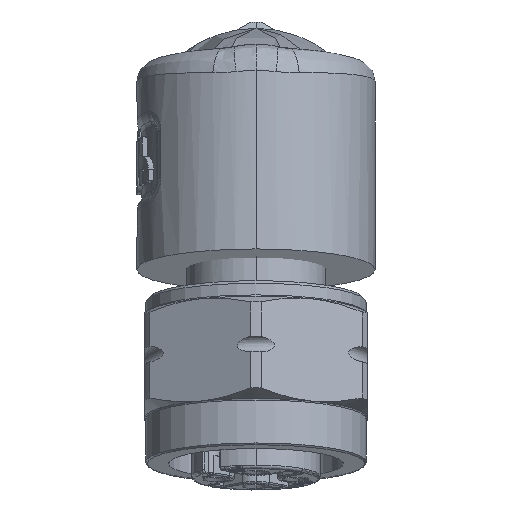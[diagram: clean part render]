
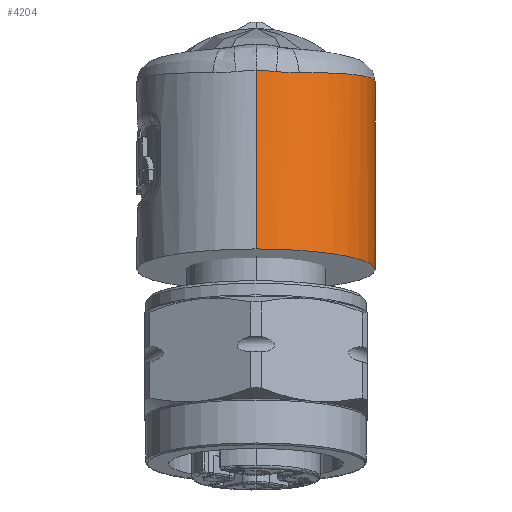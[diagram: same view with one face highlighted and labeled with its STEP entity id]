
A CAD part, front view. The second image highlights one B-rep face of the part: STEP entity #4204.
In plain terms, the highlighted cylindrical face has radius 7.5 mm (diameter 15 mm), a partial arc.
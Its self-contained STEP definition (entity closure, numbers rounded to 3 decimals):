
#4204=ADVANCED_FACE('',(#8705),#8706,.T.);
#8705=FACE_OUTER_BOUND('',#28034,.T.);
#8706=CYLINDRICAL_SURFACE('',#28035,7.5);
#28034=EDGE_LOOP('',(#47023,#47024,#47025,#47026,#47027,#47028,#47029,#47030,#47031,#47032,#47033));
#28035=AXIS2_PLACEMENT_3D('',#47034,#47035,#47036);
#47023=ORIENTED_EDGE('',*,*,#54171,.F.);
#47024=ORIENTED_EDGE('',*,*,#54172,.F.);
#47025=ORIENTED_EDGE('',*,*,#54173,.F.);
#47026=ORIENTED_EDGE('',*,*,#54169,.F.);
#47027=ORIENTED_EDGE('',*,*,#54162,.F.);
#47028=ORIENTED_EDGE('',*,*,#54174,.F.);
#47029=ORIENTED_EDGE('',*,*,#54175,.F.);
#47030=ORIENTED_EDGE('',*,*,#54106,.F.);
#47031=ORIENTED_EDGE('',*,*,#54176,.T.);
#47032=ORIENTED_EDGE('',*,*,#54104,.T.);
#47033=ORIENTED_EDGE('',*,*,#54177,.F.);
#47034=CARTESIAN_POINT('',(0.0,6.646,-7.682));
#47035=DIRECTION('',(0.0,-0.174,-0.985));
#47036=DIRECTION('',(0.0,-0.985,0.174));
#54104=EDGE_CURVE('',#61769,#61767,#61770,.T.);
#54106=EDGE_CURVE('',#61771,#61773,#61774,.T.);
#54162=EDGE_CURVE('',#61867,#61869,#61870,.T.);
#54169=EDGE_CURVE('',#61869,#61876,#61878,.T.);
#54171=EDGE_CURVE('',#61880,#61881,#61882,.T.);
#54172=EDGE_CURVE('',#61883,#61880,#61884,.T.);
#54173=EDGE_CURVE('',#61876,#61883,#61885,.T.);
#54174=EDGE_CURVE('',#61886,#61867,#61887,.T.);
#54175=EDGE_CURVE('',#61773,#61886,#61888,.T.);
#54176=EDGE_CURVE('',#61771,#61769,#61889,.T.);
#54177=EDGE_CURVE('',#61881,#61767,#61890,.T.);
#61767=VERTEX_POINT('',#76586);
#61769=VERTEX_POINT('',#76609);
#61770=LINE('',#76610,#76611);
#61771=VERTEX_POINT('',#76612);
#61773=VERTEX_POINT('',#76614);
#61774=LINE('',#76615,#76616);
#61867=VERTEX_POINT('',#77094);
#61869=VERTEX_POINT('',#77106);
#61870=B_SPLINE_CURVE_WITH_KNOTS('',3,(#77107,#77108,#77109,#77110,#77111,#77112,#77113,#77114,#77115,#77116,#77117,#77118,#77119,#77120,#77121),.UNSPECIFIED.,.F.,.F.,(4,1,1,1,1,1,1,1,1,1,1,1,4),(0.0,0.083,0.167,0.25,0.333,0.417,0.5,0.583,0.667,0.75,0.833,0.917,1.0),.UNSPECIFIED.);
#61876=VERTEX_POINT('',#77142);
#61878=B_SPLINE_CURVE_WITH_KNOTS('',3,(#77148,#77149,#77150,#77151,#77152,#77153),.UNSPECIFIED.,.F.,.F.,(4,1,1,4),(0.0,0.333,0.667,1.0),.UNSPECIFIED.);
#61880=VERTEX_POINT('',#77155);
#61881=VERTEX_POINT('',#77156);
#61882=B_SPLINE_CURVE_WITH_KNOTS('',3,(#77157,#77158,#77159,#77160,#77161,#77162),.UNSPECIFIED.,.F.,.F.,(4,1,1,4),(0.0,0.333,0.667,1.0),.UNSPECIFIED.);
#61883=VERTEX_POINT('',#77163);
#61884=B_SPLINE_CURVE_WITH_KNOTS('',3,(#77164,#77165,#77166,#77167,#77168,#77169),.UNSPECIFIED.,.F.,.F.,(4,1,1,4),(0.0,0.333,0.667,1.0),.UNSPECIFIED.);
#61885=B_SPLINE_CURVE_WITH_KNOTS('',3,(#77170,#77171,#77172,#77173,#77174,#77175),.UNSPECIFIED.,.F.,.F.,(4,1,1,4),(0.0,0.333,0.667,1.0),.UNSPECIFIED.);
#61886=VERTEX_POINT('',#77176);
#61887=B_SPLINE_CURVE_WITH_KNOTS('',3,(#77177,#77178,#77179,#77180,#77181,#77182),.UNSPECIFIED.,.F.,.F.,(4,1,1,4),(0.0,0.333,0.667,1.0),.UNSPECIFIED.);
#61888=B_SPLINE_CURVE_WITH_KNOTS('',3,(#77183,#77184,#77185,#77186,#77187,#77188,#77189,#77190),.UNSPECIFIED.,.F.,.F.,(4,1,1,1,1,4),(0.0,0.203,0.406,0.606,0.804,1.0),.UNSPECIFIED.);
#61889=CIRCLE('',#77191,7.5);
#61890=B_SPLINE_CURVE_WITH_KNOTS('',3,(#77192,#77193,#77194,#77195,#77196,#77197,#77198,#77199,#77200,#77201,#77202,#77203,#77204,#77205,#77206,#77207,#77208,#77209,#77210,#77211,#77212,#77213),.UNSPECIFIED.,.F.,.F.,(4,1,1,1,1,1,1,1,1,1,1,1,1,1,1,1,1,1,1,4),(0.0,0.053,0.105,0.158,0.211,0.263,0.316,0.368,0.421,0.474,0.526,0.579,0.632,0.684,0.737,0.789,0.842,0.895,0.947,1.0),.UNSPECIFIED.);
#76586=CARTESIAN_POINT('',(0.,14.348,-7.187));
#76609=CARTESIAN_POINT('',(0.,14.032,-8.984));
#76610=CARTESIAN_POINT('',(0.,14.032,-8.984));
#76611=VECTOR('',#86680,1.825);
#76612=CARTESIAN_POINT('',(0.0,-0.741,-6.379));
#76614=CARTESIAN_POINT('',(0.,1.239,4.847));
#76615=CARTESIAN_POINT('',(0.0,-0.741,-6.379));
#76616=VECTOR('',#86684,11.4);
#77094=CARTESIAN_POINT('',(2.72,1.732,4.701));
#77106=CARTESIAN_POINT('',(5.818,13.425,3.511));
#77107=CARTESIAN_POINT('',(2.72,1.732,4.701));
#77108=CARTESIAN_POINT('',(3.086,1.877,4.707));
#77109=CARTESIAN_POINT('',(3.796,2.226,4.71));
#77110=CARTESIAN_POINT('',(4.763,2.904,4.689));
#77111=CARTESIAN_POINT('',(5.613,3.722,4.644));
#77112=CARTESIAN_POINT('',(6.321,4.651,4.577));
#77113=CARTESIAN_POINT('',(6.89,5.702,4.488));
#77114=CARTESIAN_POINT('',(7.282,6.819,4.381));
#77115=CARTESIAN_POINT('',(7.492,7.984,4.257));
#77116=CARTESIAN_POINT('',(7.52,9.138,4.124));
#77117=CARTESIAN_POINT('',(7.361,10.32,3.976));
#77118=CARTESIAN_POINT('',(7.019,11.445,3.823));
#77119=CARTESIAN_POINT('',(6.508,12.494,3.667));
#77120=CARTESIAN_POINT('',(6.063,13.128,3.563));
#77121=CARTESIAN_POINT('',(5.818,13.425,3.511));
#77142=CARTESIAN_POINT('',(6.507,12.012,1.274));
#77148=CARTESIAN_POINT('',(5.818,13.425,3.511));
#77149=CARTESIAN_POINT('',(5.945,13.22,3.248));
#77150=CARTESIAN_POINT('',(6.158,12.838,2.731));
#77151=CARTESIAN_POINT('',(6.378,12.363,1.986));
#77152=CARTESIAN_POINT('',(6.471,12.117,1.509));
#77153=CARTESIAN_POINT('',(6.507,12.012,1.274));
#77155=CARTESIAN_POINT('',(6.569,11.604,-0.401));
#77156=CARTESIAN_POINT('',(6.536,11.568,-0.949));
#77157=CARTESIAN_POINT('',(6.569,11.604,-0.401));
#77158=CARTESIAN_POINT('',(6.569,11.594,-0.458));
#77159=CARTESIAN_POINT('',(6.568,11.576,-0.576));
#77160=CARTESIAN_POINT('',(6.557,11.563,-0.758));
#77161=CARTESIAN_POINT('',(6.544,11.565,-0.885));
#77162=CARTESIAN_POINT('',(6.536,11.568,-0.949));
#77163=CARTESIAN_POINT('',(6.561,11.795,0.599));
#77164=CARTESIAN_POINT('',(6.561,11.795,0.599));
#77165=CARTESIAN_POINT('',(6.562,11.774,0.488));
#77166=CARTESIAN_POINT('',(6.564,11.732,0.266));
#77167=CARTESIAN_POINT('',(6.567,11.667,-0.067));
#77168=CARTESIAN_POINT('',(6.568,11.625,-0.29));
#77169=CARTESIAN_POINT('',(6.569,11.604,-0.401));
#77170=CARTESIAN_POINT('',(6.507,12.012,1.274));
#77171=CARTESIAN_POINT('',(6.519,11.977,1.194));
#77172=CARTESIAN_POINT('',(6.539,11.913,1.038));
#77173=CARTESIAN_POINT('',(6.556,11.841,0.812));
#77174=CARTESIAN_POINT('',(6.561,11.808,0.669));
#77175=CARTESIAN_POINT('',(6.561,11.795,0.599));
#77176=CARTESIAN_POINT('',(1.266,1.337,4.784));
#77177=CARTESIAN_POINT('',(1.266,1.337,4.784));
#77178=CARTESIAN_POINT('',(1.44,1.364,4.765));
#77179=CARTESIAN_POINT('',(1.781,1.43,4.731));
#77180=CARTESIAN_POINT('',(2.267,1.564,4.702));
#77181=CARTESIAN_POINT('',(2.572,1.673,4.699));
#77182=CARTESIAN_POINT('',(2.72,1.732,4.701));
#77183=CARTESIAN_POINT('',(0.,1.239,4.847));
#77184=CARTESIAN_POINT('',(0.086,1.239,4.847));
#77185=CARTESIAN_POINT('',(0.259,1.242,4.846));
#77186=CARTESIAN_POINT('',(0.516,1.254,4.839));
#77187=CARTESIAN_POINT('',(0.769,1.274,4.828));
#77188=CARTESIAN_POINT('',(1.019,1.302,4.81));
#77189=CARTESIAN_POINT('',(1.184,1.325,4.794));
#77190=CARTESIAN_POINT('',(1.266,1.337,4.784));
#77191=AXIS2_PLACEMENT_3D('',#86696,#86697,#86698);
#77192=CARTESIAN_POINT('',(6.536,11.568,-0.949));
#77193=CARTESIAN_POINT('',(6.52,11.574,-1.077));
#77194=CARTESIAN_POINT('',(6.481,11.598,-1.342));
#77195=CARTESIAN_POINT('',(6.394,11.67,-1.769));
#77196=CARTESIAN_POINT('',(6.273,11.784,-2.227));
#77197=CARTESIAN_POINT('',(6.109,11.942,-2.719));
#77198=CARTESIAN_POINT('',(5.893,12.145,-3.24));
#77199=CARTESIAN_POINT('',(5.622,12.382,-3.772));
#77200=CARTESIAN_POINT('',(5.296,12.642,-4.298));
#77201=CARTESIAN_POINT('',(4.928,12.904,-4.791));
#77202=CARTESIAN_POINT('',(4.528,13.155,-5.239));
#77203=CARTESIAN_POINT('',(4.105,13.387,-5.637));
#77204=CARTESIAN_POINT('',(3.667,13.595,-5.984));
#77205=CARTESIAN_POINT('',(3.219,13.777,-6.282));
#77206=CARTESIAN_POINT('',(2.764,13.934,-6.534));
#77207=CARTESIAN_POINT('',(2.305,14.064,-6.741));
#77208=CARTESIAN_POINT('',(1.844,14.169,-6.907));
#77209=CARTESIAN_POINT('',(1.381,14.25,-7.034));
#77210=CARTESIAN_POINT('',(0.918,14.307,-7.123));
#77211=CARTESIAN_POINT('',(0.457,14.341,-7.175));
#77212=CARTESIAN_POINT('',(0.152,14.348,-7.187));
#77213=CARTESIAN_POINT('',(0.,14.348,-7.187));
#86680=DIRECTION('',(0.,0.174,0.985));
#86684=DIRECTION('',(0.,0.174,0.985));
#86696=CARTESIAN_POINT('',(0.0,6.646,-7.682));
#86697=DIRECTION('',(0.0,0.174,0.985));
#86698=DIRECTION('',(0.0,-0.985,0.174));
